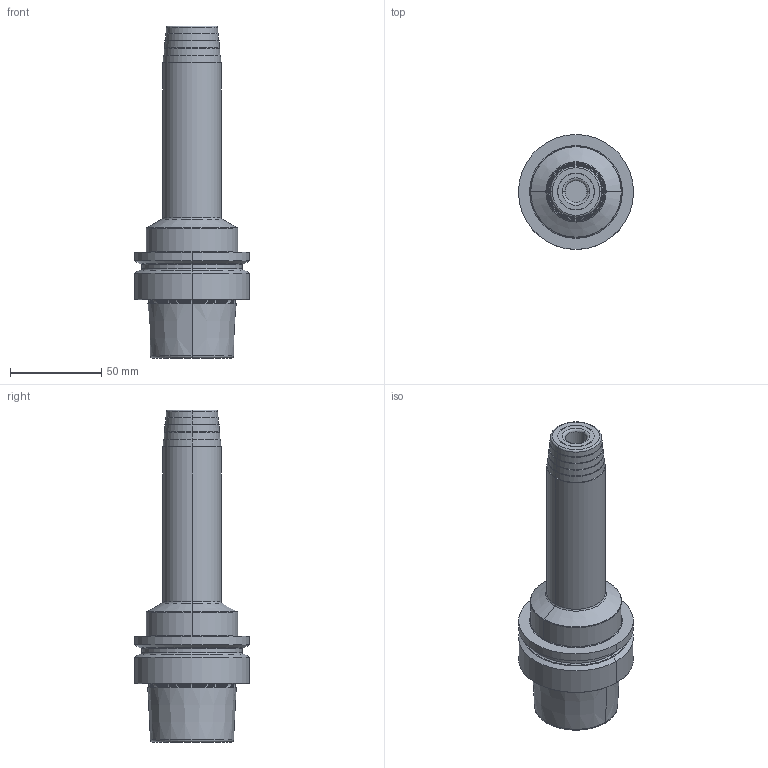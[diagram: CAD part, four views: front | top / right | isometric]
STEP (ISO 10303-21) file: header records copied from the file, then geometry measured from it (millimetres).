
FILE_DESCRIPTION((''),'2;1');
FILE_NAME('388783-000-00-CD1','2013-04-15T',('Schmiedtm'),(''),'PRO/ENGINEER BY PARAMETRIC TECHNOLOGY CORPORATION, 2011220','PRO/ENGINEER BY PARAMETRIC TECHNOLOGY CORPORATION, 2011220','');
FILE_SCHEMA(('AUTOMOTIVE_DESIGN_CC2 { 1 2 10303 214 -1 1 5 2 }'));
Length unit declared in the file: millimetre
Products named in the file (1): 388783-000-00-CD1
Bounding box: 63 x 63 x 181.9 mm (x, y, z)
Volume: 243115.3 mm3; surface area: 30972.2 mm2
Topology: 1 solids, 1 shells, 88 faces, 610 edges, 823 vertices
Faces by surface type: torus 32, cone 24, cylinder 18, plane 14
Entity records: 6757 total; most frequent: CARTESIAN_POINT 1531, DIRECTION 804, PRESENTATION_STYLE_ASSIGNMENT 618, STYLED_ITEM 618, CURVE_STYLE 615, ORIENTED_EDGE 348, AXIS2_PLACEMENT_3D 305, TRIMMED_CURVE 234
